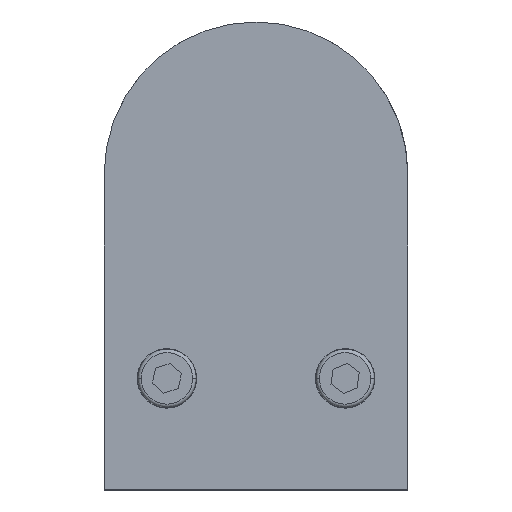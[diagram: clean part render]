
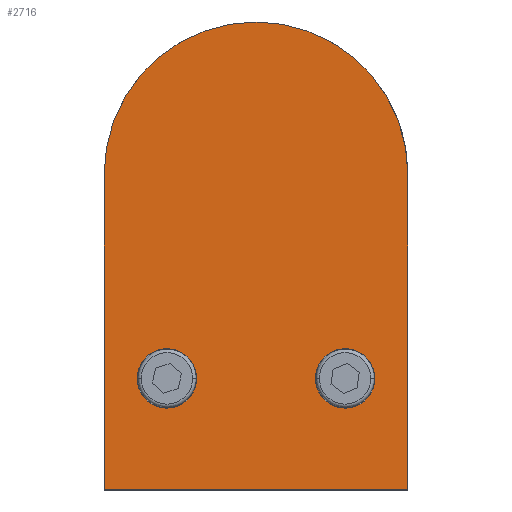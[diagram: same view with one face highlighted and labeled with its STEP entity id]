
A CAD part, top view. The second image highlights one B-rep face of the part: STEP entity #2716.
In plain terms, the highlighted planar face has unit normal (0, 0, 1).
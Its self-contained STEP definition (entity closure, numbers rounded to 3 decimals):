
#10 = EDGE_CURVE ( 'NONE', #1435, #2422, #89, .T. ) ;
#89 = LINE ( 'NONE', #2941, #2655 ) ;
#109 = EDGE_CURVE ( 'NONE', #2422, #3043, #1885, .T. ) ;
#154 = AXIS2_PLACEMENT_3D ( 'NONE', #3378, #2881, #523 ) ;
#288 = DIRECTION ( 'NONE',  ( 1., 0., 0. ) ) ;
#295 = AXIS2_PLACEMENT_3D ( 'NONE', #3311, #947, #2021 ) ;
#313 = EDGE_CURVE ( 'NONE', #3173, #2282, #2928, .T. ) ;
#385 = ORIENTED_EDGE ( 'NONE', *, *, #313, .F. ) ;
#409 = PLANE ( 'NONE',  #2450 ) ;
#479 = DIRECTION ( 'NONE',  ( 1., 0., 0. ) ) ;
#500 = EDGE_LOOP ( 'NONE', ( #1658, #908 ) ) ;
#523 = DIRECTION ( 'NONE',  ( 1., 0., 0. ) ) ;
#542 = DIRECTION ( 'NONE',  ( -1., 0., 0. ) ) ;
#572 = DIRECTION ( 'NONE',  ( 0., 0., 1. ) ) ;
#608 = CARTESIAN_POINT ( 'NONE',  ( -9., 26., 14.25 ) ) ;
#772 = CARTESIAN_POINT ( 'NONE',  ( 13.5, 26., 14.25 ) ) ;
#774 = AXIS2_PLACEMENT_3D ( 'NONE', #1606, #572, #288 ) ;
#908 = ORIENTED_EDGE ( 'NONE', *, *, #2985, .F. ) ;
#918 = FACE_OUTER_BOUND ( 'NONE', #2110, .T. ) ;
#947 = DIRECTION ( 'NONE',  ( 0., 0., 1. ) ) ;
#1014 = DIRECTION ( 'NONE',  ( 0., 0., 1. ) ) ;
#1315 = CARTESIAN_POINT ( 'NONE',  ( 45.1, 9.142, 14.25 ) ) ;
#1318 = AXIS2_PLACEMENT_3D ( 'NONE', #3108, #1502, #479 ) ;
#1340 = VERTEX_POINT ( 'NONE', #1826 ) ;
#1350 = DIRECTION ( 'NONE',  ( 0., -1., 0. ) ) ;
#1379 = CARTESIAN_POINT ( 'NONE',  ( 0., 57., 14.25 ) ) ;
#1417 = EDGE_CURVE ( 'NONE', #3043, #2047, #2386, .T. ) ;
#1435 = VERTEX_POINT ( 'NONE', #2695 ) ;
#1452 = DIRECTION ( 'NONE',  ( 1., 0., 0. ) ) ;
#1502 = DIRECTION ( 'NONE',  ( 0., 0., 1. ) ) ;
#1584 = CARTESIAN_POINT ( 'NONE',  ( 23., 57., 14.25 ) ) ;
#1606 = CARTESIAN_POINT ( 'NONE',  ( -13.5, 26., 14.25 ) ) ;
#1658 = ORIENTED_EDGE ( 'NONE', *, *, #3267, .F. ) ;
#1672 = CARTESIAN_POINT ( 'NONE',  ( -23., 9.142, 14.25 ) ) ;
#1822 = DIRECTION ( 'NONE',  ( 1., 0., 0. ) ) ;
#1826 = CARTESIAN_POINT ( 'NONE',  ( -18., 26., 14.25 ) ) ;
#1885 = CIRCLE ( 'NONE', #295, 23. ) ;
#1928 = EDGE_CURVE ( 'NONE', #1435, #2047, #3164, .T. ) ;
#1942 = ORIENTED_EDGE ( 'NONE', *, *, #10, .T. ) ;
#2021 = DIRECTION ( 'NONE',  ( 1., 0., 0. ) ) ;
#2047 = VERTEX_POINT ( 'NONE', #1672 ) ;
#2110 = EDGE_LOOP ( 'NONE', ( #2335, #1942, #2924, #3231 ) ) ;
#2186 = CIRCLE ( 'NONE', #774, 4.5 ) ;
#2212 = DIRECTION ( 'NONE',  ( 0., 1., 0. ) ) ;
#2282 = VERTEX_POINT ( 'NONE', #3094 ) ;
#2335 = ORIENTED_EDGE ( 'NONE', *, *, #1928, .F. ) ;
#2369 = EDGE_CURVE ( 'NONE', #2282, #3173, #3401, .T. ) ;
#2386 = LINE ( 'NONE', #3235, #2500 ) ;
#2422 = VERTEX_POINT ( 'NONE', #1584 ) ;
#2438 = ORIENTED_EDGE ( 'NONE', *, *, #2369, .F. ) ;
#2450 = AXIS2_PLACEMENT_3D ( 'NONE', #1379, #2706, #1452 ) ;
#2500 = VECTOR ( 'NONE', #1350, 1000. ) ;
#2511 = VECTOR ( 'NONE', #542, 1000. ) ;
#2531 = CIRCLE ( 'NONE', #1318, 4.5 ) ;
#2655 = VECTOR ( 'NONE', #2212, 1000. ) ;
#2695 = CARTESIAN_POINT ( 'NONE',  ( 23., 9.142, 14.25 ) ) ;
#2706 = DIRECTION ( 'NONE',  ( 0., 0., 1. ) ) ;
#2709 = VERTEX_POINT ( 'NONE', #608 ) ;
#2716 = ADVANCED_FACE ( 'NONE', ( #3282, #2739, #918 ), #409, .T. ) ;
#2739 = FACE_BOUND ( 'NONE', #3322, .T. ) ;
#2881 = DIRECTION ( 'NONE',  ( 0., 0., 1. ) ) ;
#2924 = ORIENTED_EDGE ( 'NONE', *, *, #109, .T. ) ;
#2928 = CIRCLE ( 'NONE', #3204, 4.5 ) ;
#2941 = CARTESIAN_POINT ( 'NONE',  ( 23., 0., 14.25 ) ) ;
#2985 = EDGE_CURVE ( 'NONE', #1340, #2709, #2186, .T. ) ;
#2992 = CARTESIAN_POINT ( 'NONE',  ( -23., 57., 14.25 ) ) ;
#3043 = VERTEX_POINT ( 'NONE', #2992 ) ;
#3094 = CARTESIAN_POINT ( 'NONE',  ( 9., 26., 14.25 ) ) ;
#3108 = CARTESIAN_POINT ( 'NONE',  ( -13.5, 26., 14.25 ) ) ;
#3164 = LINE ( 'NONE', #1315, #2511 ) ;
#3173 = VERTEX_POINT ( 'NONE', #3296 ) ;
#3204 = AXIS2_PLACEMENT_3D ( 'NONE', #772, #1014, #1822 ) ;
#3231 = ORIENTED_EDGE ( 'NONE', *, *, #1417, .T. ) ;
#3235 = CARTESIAN_POINT ( 'NONE',  ( -23., 0., 14.25 ) ) ;
#3267 = EDGE_CURVE ( 'NONE', #2709, #1340, #2531, .T. ) ;
#3282 = FACE_BOUND ( 'NONE', #500, .T. ) ;
#3296 = CARTESIAN_POINT ( 'NONE',  ( 18., 26., 14.25 ) ) ;
#3311 = CARTESIAN_POINT ( 'NONE',  ( 0., 57., 14.25 ) ) ;
#3322 = EDGE_LOOP ( 'NONE', ( #385, #2438 ) ) ;
#3378 = CARTESIAN_POINT ( 'NONE',  ( 13.5, 26., 14.25 ) ) ;
#3401 = CIRCLE ( 'NONE', #154, 4.5 ) ;
